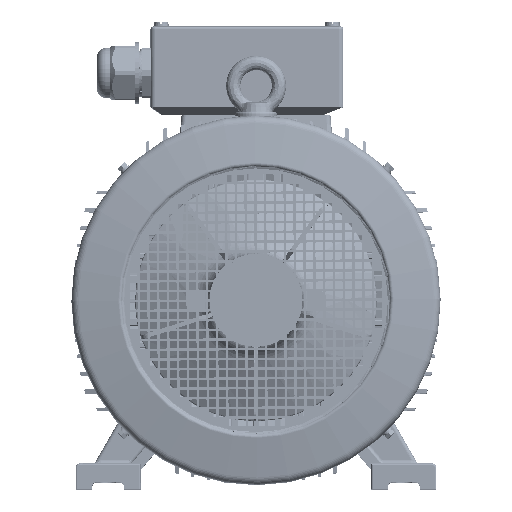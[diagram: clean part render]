
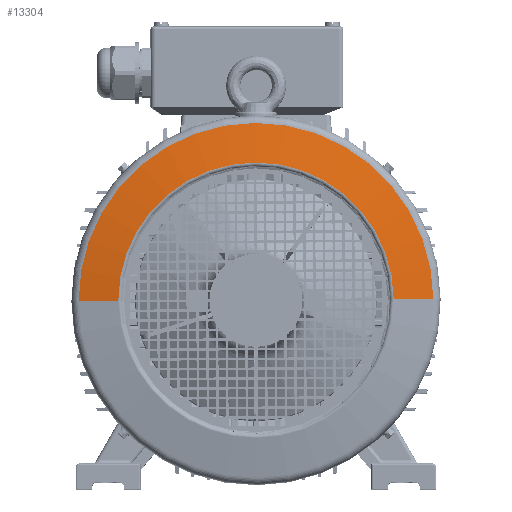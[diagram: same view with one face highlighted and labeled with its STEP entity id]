
A CAD part, top view. The second image highlights one B-rep face of the part: STEP entity #13304.
In plain terms, the highlighted conical face has half-angle 80 degrees and reference radius 148.079 mm.
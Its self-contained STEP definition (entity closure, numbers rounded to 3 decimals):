
#1414=CONICAL_SURFACE('',#151509,148.079,80.);
#13304=ADVANCED_FACE('',(#23964),#1414,.T.);
#23964=FACE_OUTER_BOUND('',#32240,.T.);
#32240=EDGE_LOOP('',(#78990,#78991,#78992,#78993));
#40768=LINE('',#255941,#52184);
#40769=LINE('',#255942,#52185);
#52184=VECTOR('',#176719,1.);
#52185=VECTOR('',#176720,1.);
#78990=ORIENTED_EDGE('',*,*,#125710,.F.);
#78991=ORIENTED_EDGE('',*,*,#125711,.T.);
#78992=ORIENTED_EDGE('',*,*,#125708,.T.);
#78993=ORIENTED_EDGE('',*,*,#125712,.F.);
#108417=VERTEX_POINT('',#255933);
#108418=VERTEX_POINT('',#255935);
#108419=VERTEX_POINT('',#255939);
#108420=VERTEX_POINT('',#255940);
#125708=EDGE_CURVE('',#108418,#108417,#140732,.T.);
#125710=EDGE_CURVE('',#108419,#108420,#140734,.T.);
#125711=EDGE_CURVE('',#108419,#108418,#40768,.T.);
#125712=EDGE_CURVE('',#108420,#108417,#40769,.T.);
#140732=CIRCLE('',#151505,190.65);
#140734=CIRCLE('',#151508,148.079);
#151505=AXIS2_PLACEMENT_3D('',#255934,#176711,#176712);
#151508=AXIS2_PLACEMENT_3D('',#255938,#176717,#176718);
#151509=AXIS2_PLACEMENT_3D('',#255943,#176721,#176722);
#176711=DIRECTION('',(0.,0.,1.));
#176712=DIRECTION('',(-1.,0.,0.));
#176717=DIRECTION('',(0.,0.,1.));
#176718=DIRECTION('',(1.,0.,0.));
#176719=DIRECTION('',(0.985,0.006,-0.174));
#176720=DIRECTION('',(-0.985,-0.006,-0.174));
#176721=DIRECTION('',(0.,0.,-1.));
#176722=DIRECTION('',(1.,0.006,0.));
#255933=CARTESIAN_POINT('',(-31.273,227.208,661.682));
#255934=CARTESIAN_POINT('',(159.373,228.4,661.682));
#255935=CARTESIAN_POINT('',(350.019,229.592,661.682));
#255938=CARTESIAN_POINT('',(159.373,228.4,669.188));
#255939=CARTESIAN_POINT('',(307.449,229.326,669.188));
#255940=CARTESIAN_POINT('',(11.296,227.474,669.188));
#255941=CARTESIAN_POINT('',(307.449,229.326,669.188));
#255942=CARTESIAN_POINT('',(11.296,227.474,669.188));
#255943=CARTESIAN_POINT('',(159.373,228.4,669.188));
